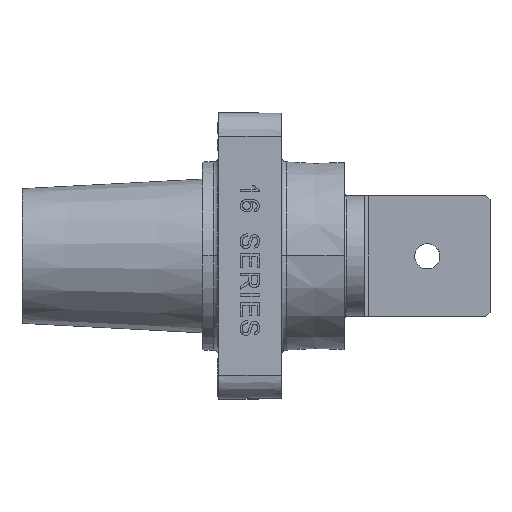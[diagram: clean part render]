
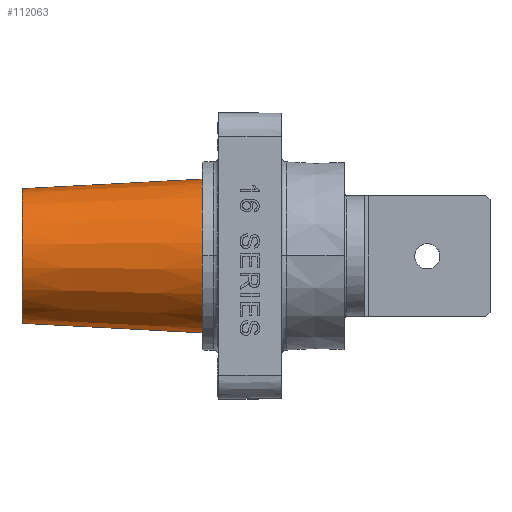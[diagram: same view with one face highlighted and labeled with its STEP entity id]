
A CAD part, top view. The second image highlights one B-rep face of the part: STEP entity #112063.
In plain terms, the highlighted conical face has half-angle 3.028 degrees and reference radius 15.555 mm.
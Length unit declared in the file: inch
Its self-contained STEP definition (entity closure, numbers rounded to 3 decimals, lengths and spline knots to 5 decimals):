
#43 = FACE_OUTER_BOUND ( 'NONE', #65774, .T. ) ;
#6522 = EDGE_CURVE ( 'NONE', #74350, #55972, #85282, .T. ) ;
#14657 = DIRECTION ( 'NONE',  ( 0., -1., 0. ) ) ;
#16482 = CIRCLE ( 'NONE', #83752, 0.53633 ) ;
#18353 = ORIENTED_EDGE ( 'NONE', *, *, #6522, .T. ) ;
#18660 = DIRECTION ( 'NONE',  ( 0.999, -0.053, 0. ) ) ;
#19808 = LINE ( 'NONE', #90072, #73684 ) ;
#20564 = CONICAL_SURFACE ( 'NONE', #99005, 0.61239, 0.053 ) ;
#21283 = ORIENTED_EDGE ( 'NONE', *, *, #32468, .T. ) ;
#22518 = CARTESIAN_POINT ( 'NONE',  ( -2.14098, 2.00531, -1.96702 ) ) ;
#24717 = CARTESIAN_POINT ( 'NONE',  ( -0.70298, 1.39292, -1.96702 ) ) ;
#25204 = EDGE_CURVE ( 'NONE', #84727, #72905, #16482, .T. ) ;
#32468 = EDGE_CURVE ( 'NONE', #84727, #74350, #19808, .T. ) ;
#38756 = CARTESIAN_POINT ( 'NONE',  ( -2.14098, 1.46898, -1.96702 ) ) ;
#41319 = DIRECTION ( 'NONE',  ( 0., -1., 0. ) ) ;
#44570 = DIRECTION ( 'NONE',  ( 0., 1., 0. ) ) ;
#49766 = AXIS2_PLACEMENT_3D ( 'NONE', #52102, #49807, #14657 ) ;
#49807 = DIRECTION ( 'NONE',  ( -1., 0., 0. ) ) ;
#52102 = CARTESIAN_POINT ( 'NONE',  ( -0.70298, 2.00531, -1.96702 ) ) ;
#52484 = ORIENTED_EDGE ( 'NONE', *, *, #25204, .F. ) ;
#55972 = VERTEX_POINT ( 'NONE', #84977 ) ;
#60503 = CARTESIAN_POINT ( 'NONE',  ( -0.70298, 2.61771, -1.96702 ) ) ;
#65774 = EDGE_LOOP ( 'NONE', ( #52484, #21283, #18353, #111919 ) ) ;
#66972 = DIRECTION ( 'NONE',  ( -1., 0., 0. ) ) ;
#72905 = VERTEX_POINT ( 'NONE', #84058 ) ;
#73684 = VECTOR ( 'NONE', #18660, 39.37008 ) ;
#74350 = VERTEX_POINT ( 'NONE', #24717 ) ;
#77317 = VECTOR ( 'NONE', #96269, 39.37008 ) ;
#83752 = AXIS2_PLACEMENT_3D ( 'NONE', #22518, #66972, #41319 ) ;
#84058 = CARTESIAN_POINT ( 'NONE',  ( -2.14098, 2.54164, -1.96702 ) ) ;
#84727 = VERTEX_POINT ( 'NONE', #38756 ) ;
#84977 = CARTESIAN_POINT ( 'NONE',  ( -0.70298, 2.61771, -1.96702 ) ) ;
#85282 = CIRCLE ( 'NONE', #49766, 0.61239 ) ;
#90072 = CARTESIAN_POINT ( 'NONE',  ( -0.70298, 1.39292, -1.96702 ) ) ;
#90723 = DIRECTION ( 'NONE',  ( 1., 0., 0. ) ) ;
#96269 = DIRECTION ( 'NONE',  ( 0.999, 0.053, 0. ) ) ;
#98919 = CARTESIAN_POINT ( 'NONE',  ( -0.70298, 2.00531, -1.96702 ) ) ;
#99005 = AXIS2_PLACEMENT_3D ( 'NONE', #98919, #90723, #44570 ) ;
#105046 = LINE ( 'NONE', #60503, #77317 ) ;
#111919 = ORIENTED_EDGE ( 'NONE', *, *, #115722, .F. ) ;
#112063 = ADVANCED_FACE ( 'NONE', ( #43 ), #20564, .T. ) ;
#115722 = EDGE_CURVE ( 'NONE', #72905, #55972, #105046, .T. ) ;
